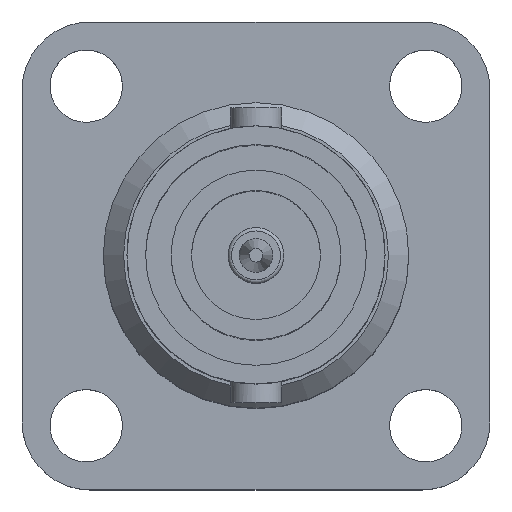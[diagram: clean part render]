
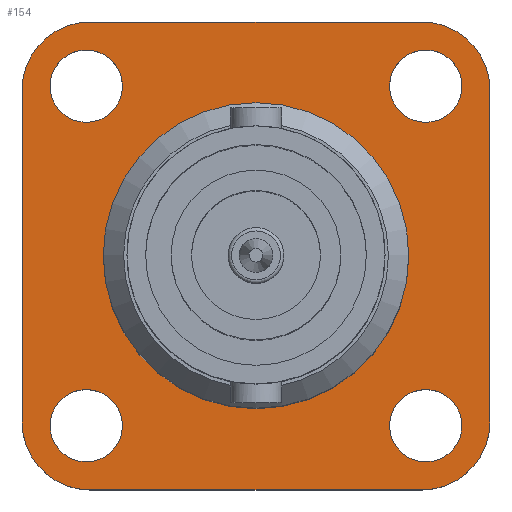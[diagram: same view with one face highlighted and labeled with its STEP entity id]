
A CAD part, top view. The second image highlights one B-rep face of the part: STEP entity #154.
In plain terms, the highlighted planar face has unit normal (0, 0, 1).
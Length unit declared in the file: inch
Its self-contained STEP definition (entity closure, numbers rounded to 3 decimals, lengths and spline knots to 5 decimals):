
#15 = EDGE_LOOP ( 'NONE', ( #731 ) ) ;
#16 = CARTESIAN_POINT ( 'NONE',  ( 0.2445, -0.3445, -0.87 ) ) ;
#17 = ORIENTED_EDGE ( 'NONE', *, *, #945, .T. ) ;
#28 = DIRECTION ( 'NONE',  ( -1., 0., 0. ) ) ;
#90 = CARTESIAN_POINT ( 'NONE',  ( 0.25, 0.25, -0.87 ) ) ;
#92 = DIRECTION ( 'NONE',  ( 1., 0., 0. ) ) ;
#94 = ORIENTED_EDGE ( 'NONE', *, *, #2013, .T. ) ;
#102 = VERTEX_POINT ( 'NONE', #723 ) ;
#118 = DIRECTION ( 'NONE',  ( 1., 0., 0. ) ) ;
#131 = AXIS2_PLACEMENT_3D ( 'NONE', #1492, #971, #679 ) ;
#139 = VERTEX_POINT ( 'NONE', #1742 ) ;
#154 = ADVANCED_FACE ( 'NONE', ( #631, #1295, #505, #1584, #798, #1770 ), #1750, .F. ) ;
#161 = AXIS2_PLACEMENT_3D ( 'NONE', #1847, #1820, #92 ) ;
#169 = ORIENTED_EDGE ( 'NONE', *, *, #1949, .T. ) ;
#217 = DIRECTION ( 'NONE',  ( 0., 1., 0. ) ) ;
#227 = EDGE_CURVE ( 'NONE', #1002, #1058, #1258, .T. ) ;
#261 = LINE ( 'NONE', #1357, #517 ) ;
#310 = DIRECTION ( 'NONE',  ( -1., 0., 0. ) ) ;
#346 = CARTESIAN_POINT ( 'NONE',  ( -0.3445, -0.2445, -0.87 ) ) ;
#355 = CIRCLE ( 'NONE', #1054, 0.05325 ) ;
#370 = CARTESIAN_POINT ( 'NONE',  ( 0.3445, -0.2445, -0.87 ) ) ;
#405 = ORIENTED_EDGE ( 'NONE', *, *, #745, .T. ) ;
#407 = AXIS2_PLACEMENT_3D ( 'NONE', #937, #1136, #28 ) ;
#453 = VERTEX_POINT ( 'NONE', #1079 ) ;
#473 = CARTESIAN_POINT ( 'NONE',  ( 0.2445, 0.3445, -0.87 ) ) ;
#488 = DIRECTION ( 'NONE',  ( 0., 0., 1. ) ) ;
#505 = FACE_BOUND ( 'NONE', #751, .T. ) ;
#507 = DIRECTION ( 'NONE',  ( -1., 0., 0. ) ) ;
#517 = VECTOR ( 'NONE', #2015, 39.37008 ) ;
#541 = DIRECTION ( 'NONE',  ( 1., 0., 0. ) ) ;
#548 = ORIENTED_EDGE ( 'NONE', *, *, #2027, .F. ) ;
#557 = DIRECTION ( 'NONE',  ( 0., 0., -1. ) ) ;
#561 = DIRECTION ( 'NONE',  ( 0., 0., 1. ) ) ;
#599 = CARTESIAN_POINT ( 'NONE',  ( 0.3445, 0.2445, -0.87 ) ) ;
#600 = VERTEX_POINT ( 'NONE', #16 ) ;
#607 = CARTESIAN_POINT ( 'NONE',  ( -0.3445, 0.2445, -0.87 ) ) ;
#615 = VERTEX_POINT ( 'NONE', #1256 ) ;
#626 = DIRECTION ( 'NONE',  ( 1., 0., 0. ) ) ;
#630 = ORIENTED_EDGE ( 'NONE', *, *, #927, .T. ) ;
#631 = FACE_BOUND ( 'NONE', #15, .T. ) ;
#643 = DIRECTION ( 'NONE',  ( -1., 0., 0. ) ) ;
#664 = DIRECTION ( 'NONE',  ( 0., 0., 1. ) ) ;
#679 = DIRECTION ( 'NONE',  ( 1., 0., 0. ) ) ;
#718 = CIRCLE ( 'NONE', #1624, 0.05325 ) ;
#723 = CARTESIAN_POINT ( 'NONE',  ( -0.225, 0., -0.87 ) ) ;
#731 = ORIENTED_EDGE ( 'NONE', *, *, #1107, .F. ) ;
#745 = EDGE_CURVE ( 'NONE', #1810, #1002, #1293, .T. ) ;
#746 = CIRCLE ( 'NONE', #1018, 0.1 ) ;
#751 = EDGE_LOOP ( 'NONE', ( #1880 ) ) ;
#774 = VECTOR ( 'NONE', #217, 39.37008 ) ;
#798 = FACE_BOUND ( 'NONE', #957, .T. ) ;
#811 = VERTEX_POINT ( 'NONE', #346 ) ;
#830 = VERTEX_POINT ( 'NONE', #1871 ) ;
#879 = EDGE_LOOP ( 'NONE', ( #548 ) ) ;
#901 = VERTEX_POINT ( 'NONE', #1882 ) ;
#927 = EDGE_CURVE ( 'NONE', #102, #102, #1576, .T. ) ;
#937 = CARTESIAN_POINT ( 'NONE',  ( 0., 0., -0.87 ) ) ;
#945 = EDGE_CURVE ( 'NONE', #830, #600, #1689, .T. ) ;
#957 = EDGE_LOOP ( 'NONE', ( #630 ) ) ;
#958 = DIRECTION ( 'NONE',  ( 0., 0., 1. ) ) ;
#971 = DIRECTION ( 'NONE',  ( 0., 0., 1. ) ) ;
#1002 = VERTEX_POINT ( 'NONE', #599 ) ;
#1009 = VERTEX_POINT ( 'NONE', #607 ) ;
#1011 = ORIENTED_EDGE ( 'NONE', *, *, #1299, .T. ) ;
#1018 = AXIS2_PLACEMENT_3D ( 'NONE', #1408, #1893, #507 ) ;
#1054 = AXIS2_PLACEMENT_3D ( 'NONE', #1428, #488, #626 ) ;
#1058 = VERTEX_POINT ( 'NONE', #473 ) ;
#1079 = CARTESIAN_POINT ( 'NONE',  ( -0.19675, -0.25, -0.87 ) ) ;
#1090 = AXIS2_PLACEMENT_3D ( 'NONE', #1264, #958, #643 ) ;
#1097 = EDGE_LOOP ( 'NONE', ( #1225 ) ) ;
#1107 = EDGE_CURVE ( 'NONE', #901, #901, #1185, .T. ) ;
#1129 = LINE ( 'NONE', #1774, #1223 ) ;
#1136 = DIRECTION ( 'NONE',  ( 0., 0., -1. ) ) ;
#1167 = AXIS2_PLACEMENT_3D ( 'NONE', #2017, #557, #1519 ) ;
#1185 = CIRCLE ( 'NONE', #131, 0.05325 ) ;
#1186 = CIRCLE ( 'NONE', #1790, 0.1 ) ;
#1207 = EDGE_LOOP ( 'NONE', ( #1011, #169, #94, #1251, #17, #1511, #405, #1977 ) ) ;
#1223 = VECTOR ( 'NONE', #1457, 39.37008 ) ;
#1225 = ORIENTED_EDGE ( 'NONE', *, *, #1719, .F. ) ;
#1251 = ORIENTED_EDGE ( 'NONE', *, *, #1601, .T. ) ;
#1256 = CARTESIAN_POINT ( 'NONE',  ( 0.30325, 0.25, -0.87 ) ) ;
#1258 = CIRCLE ( 'NONE', #1090, 0.1 ) ;
#1264 = CARTESIAN_POINT ( 'NONE',  ( 0.2445, 0.2445, -0.87 ) ) ;
#1274 = VERTEX_POINT ( 'NONE', #1762 ) ;
#1293 = LINE ( 'NONE', #1472, #774 ) ;
#1295 = FACE_BOUND ( 'NONE', #879, .T. ) ;
#1299 = EDGE_CURVE ( 'NONE', #1058, #139, #261, .T. ) ;
#1328 = CARTESIAN_POINT ( 'NONE',  ( 0.2445, -0.2445, -0.87 ) ) ;
#1357 = CARTESIAN_POINT ( 'NONE',  ( -0.3445, 0.3445, -0.87 ) ) ;
#1386 = CIRCLE ( 'NONE', #1866, 0.1 ) ;
#1408 = CARTESIAN_POINT ( 'NONE',  ( -0.2445, 0.2445, -0.87 ) ) ;
#1428 = CARTESIAN_POINT ( 'NONE',  ( -0.25, -0.25, -0.87 ) ) ;
#1456 = EDGE_CURVE ( 'NONE', #600, #1810, #1386, .T. ) ;
#1457 = DIRECTION ( 'NONE',  ( 0., -1., 0. ) ) ;
#1469 = VECTOR ( 'NONE', #118, 39.37008 ) ;
#1472 = CARTESIAN_POINT ( 'NONE',  ( 0.3445, -0.3445, -0.87 ) ) ;
#1492 = CARTESIAN_POINT ( 'NONE',  ( -0.25, 0.25, -0.87 ) ) ;
#1503 = DIRECTION ( 'NONE',  ( 0., 0., 1. ) ) ;
#1511 = ORIENTED_EDGE ( 'NONE', *, *, #1456, .T. ) ;
#1519 = DIRECTION ( 'NONE',  ( -1., 0., 0. ) ) ;
#1545 = CARTESIAN_POINT ( 'NONE',  ( -0.3445, -0.3445, -0.87 ) ) ;
#1576 = CIRCLE ( 'NONE', #1167, 0.225 ) ;
#1584 = FACE_BOUND ( 'NONE', #1097, .T. ) ;
#1601 = EDGE_CURVE ( 'NONE', #811, #830, #1186, .T. ) ;
#1624 = AXIS2_PLACEMENT_3D ( 'NONE', #90, #1503, #541 ) ;
#1689 = LINE ( 'NONE', #1545, #1469 ) ;
#1719 = EDGE_CURVE ( 'NONE', #453, #453, #355, .T. ) ;
#1742 = CARTESIAN_POINT ( 'NONE',  ( -0.2445, 0.3445, -0.87 ) ) ;
#1750 = PLANE ( 'NONE',  #407 ) ;
#1762 = CARTESIAN_POINT ( 'NONE',  ( 0.30325, -0.25, -0.87 ) ) ;
#1770 = FACE_OUTER_BOUND ( 'NONE', #1207, .T. ) ;
#1774 = CARTESIAN_POINT ( 'NONE',  ( -0.3445, -0.3445, -0.87 ) ) ;
#1790 = AXIS2_PLACEMENT_3D ( 'NONE', #2011, #561, #310 ) ;
#1794 = DIRECTION ( 'NONE',  ( -1., 0., 0. ) ) ;
#1810 = VERTEX_POINT ( 'NONE', #370 ) ;
#1820 = DIRECTION ( 'NONE',  ( 0., 0., 1. ) ) ;
#1847 = CARTESIAN_POINT ( 'NONE',  ( 0.25, -0.25, -0.87 ) ) ;
#1866 = AXIS2_PLACEMENT_3D ( 'NONE', #1328, #664, #1794 ) ;
#1871 = CARTESIAN_POINT ( 'NONE',  ( -0.2445, -0.3445, -0.87 ) ) ;
#1875 = EDGE_CURVE ( 'NONE', #1274, #1274, #1960, .T. ) ;
#1880 = ORIENTED_EDGE ( 'NONE', *, *, #1875, .F. ) ;
#1882 = CARTESIAN_POINT ( 'NONE',  ( -0.19675, 0.25, -0.87 ) ) ;
#1893 = DIRECTION ( 'NONE',  ( 0., 0., 1. ) ) ;
#1949 = EDGE_CURVE ( 'NONE', #139, #1009, #746, .T. ) ;
#1960 = CIRCLE ( 'NONE', #161, 0.05325 ) ;
#1977 = ORIENTED_EDGE ( 'NONE', *, *, #227, .T. ) ;
#2011 = CARTESIAN_POINT ( 'NONE',  ( -0.2445, -0.2445, -0.87 ) ) ;
#2013 = EDGE_CURVE ( 'NONE', #1009, #811, #1129, .T. ) ;
#2015 = DIRECTION ( 'NONE',  ( -1., 0., 0. ) ) ;
#2017 = CARTESIAN_POINT ( 'NONE',  ( 0., 0., -0.87 ) ) ;
#2027 = EDGE_CURVE ( 'NONE', #615, #615, #718, .T. ) ;
